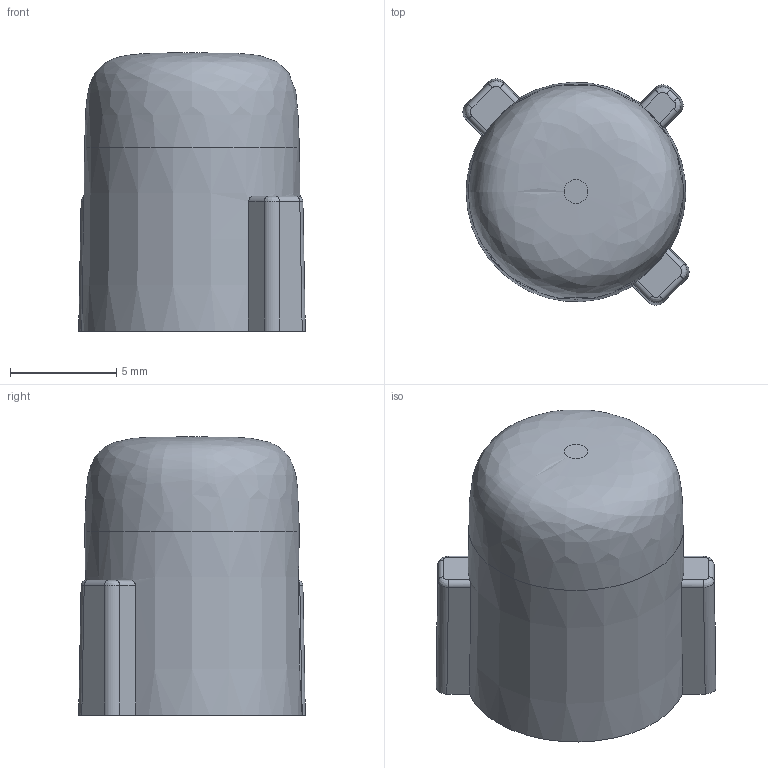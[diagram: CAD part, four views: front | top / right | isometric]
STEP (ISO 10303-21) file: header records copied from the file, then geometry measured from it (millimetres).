
FILE_DESCRIPTION(/* description */ (''),/* implementation_level */ '2;1');
FILE_NAME(/* name */ 'HHL B Baldie.step',/* time_stamp */ '2023-01-19T19:15:49-08:00',/* author */ (''),/* organization */ (''),/* preprocessor_version */ 'ST-DEVELOPER v19.2',/* originating_system */ 'Autodesk Translation Framework v11.17.0.187',/* authorisation */ '');
FILE_SCHEMA (('AUTOMOTIVE_DESIGN { 1 0 10303 214 3 1 1 }'));
Length unit declared in the file: millimetre
Products named in the file (1): HHL B Baldie
Bounding box: 10.67 x 10.67 x 13.1 mm (x, y, z)
Volume: 548.7 mm3; surface area: 1208.5 mm2
Topology: 1 solids, 1 shells, 57 faces, 142 edges, 89 vertices
Faces by surface type: bspline 17, plane 16, cylinder 15, cone 9
Entity records: 2373 total; most frequent: CARTESIAN_POINT 1077, ORIENTED_EDGE 284, DIRECTION 232, EDGE_CURVE 142, AXIS2_PLACEMENT_3D 93, VERTEX_POINT 89, EDGE_LOOP 59, FACE_OUTER_BOUND 57
